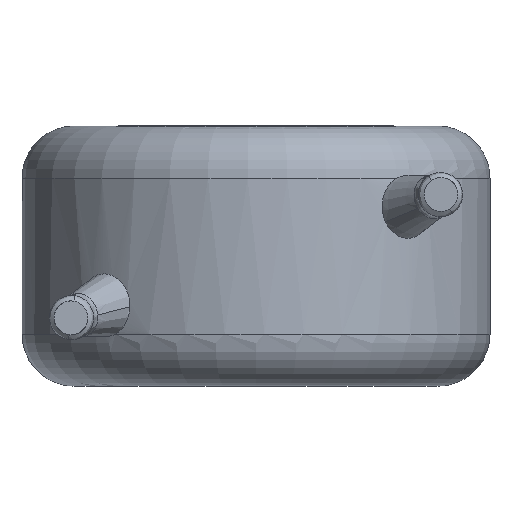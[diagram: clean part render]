
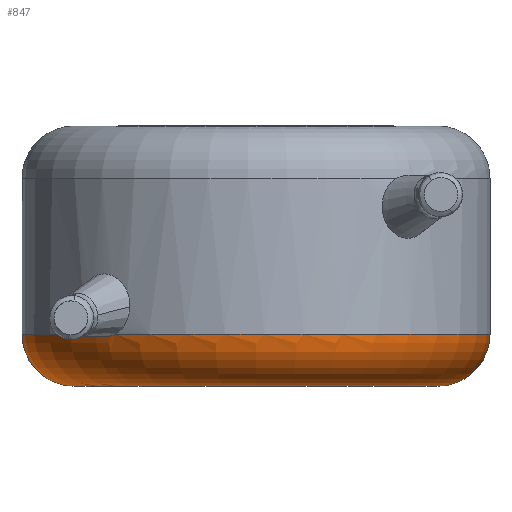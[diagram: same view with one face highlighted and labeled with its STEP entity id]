
A CAD part, front view. The second image highlights one B-rep face of the part: STEP entity #847.
In plain terms, the highlighted toroidal (fillet/blend) face has major radius 3.5 mm and minor radius 1 mm.
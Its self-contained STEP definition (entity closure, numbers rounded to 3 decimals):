
#104 = DIRECTION ( 'NONE',  ( 1., 0., 0. ) ) ;
#154 = CARTESIAN_POINT ( 'NONE',  ( -2.708, -3.594, 1. ) ) ;
#182 = CARTESIAN_POINT ( 'NONE',  ( 0., 0., 0. ) ) ;
#295 = CIRCLE ( 'NONE', #4008, 4.5 ) ;
#354 = CARTESIAN_POINT ( 'NONE',  ( -3.5, 0., 1. ) ) ;
#356 = DIRECTION ( 'NONE',  ( 0., 0., 1. ) ) ;
#566 = VERTEX_POINT ( 'NONE', #1264 ) ;
#763 = CARTESIAN_POINT ( 'NONE',  ( -2.963, -3.386, 0.948 ) ) ;
#800 = VERTEX_POINT ( 'NONE', #4261 ) ;
#847 = ADVANCED_FACE ( 'NONE', ( #1282 ), #1383, .T. ) ;
#852 = EDGE_CURVE ( 'NONE', #1262, #2491, #1427, .T. ) ;
#1056 = EDGE_CURVE ( 'NONE', #1262, #800, #2205, .T. ) ;
#1074 = DIRECTION ( 'NONE',  ( 0., -1., 0. ) ) ;
#1117 = VERTEX_POINT ( 'NONE', #154 ) ;
#1262 = VERTEX_POINT ( 'NONE', #3416 ) ;
#1264 = CARTESIAN_POINT ( 'NONE',  ( -4.5, 0., 1. ) ) ;
#1282 = FACE_OUTER_BOUND ( 'NONE', #1511, .T. ) ;
#1383 = TOROIDAL_SURFACE ( 'NONE', #3471, 3.5, 1. ) ;
#1412 = CARTESIAN_POINT ( 'NONE',  ( -2.835, -3.494, 0.947 ) ) ;
#1414 = AXIS2_PLACEMENT_3D ( 'NONE', #1836, #2143, #104 ) ;
#1427 = CIRCLE ( 'NONE', #2679, 1. ) ;
#1511 = EDGE_LOOP ( 'NONE', ( #3014, #4032, #3578, #2817, #2853, #4206 ) ) ;
#1558 = CARTESIAN_POINT ( 'NONE',  ( -2.708, -3.594, 1. ) ) ;
#1836 = CARTESIAN_POINT ( 'NONE',  ( 0., 0., 1. ) ) ;
#2058 = EDGE_CURVE ( 'NONE', #3812, #1117, #2373, .T. ) ;
#2070 = DIRECTION ( 'NONE',  ( 0., 0., -1. ) ) ;
#2143 = DIRECTION ( 'NONE',  ( 0., 0., 1. ) ) ;
#2205 = CIRCLE ( 'NONE', #3443, 3.5 ) ;
#2320 = CARTESIAN_POINT ( 'NONE',  ( 0., 0., 1. ) ) ;
#2332 = DIRECTION ( 'NONE',  ( 1., 0., 0. ) ) ;
#2373 = B_SPLINE_CURVE_WITH_KNOTS ( 'NONE', 3,
 ( #3386, #2391, #763, #1412, #3526, #1558 ),
 .UNSPECIFIED., .F., .F.,
 ( 4, 2, 4 ),
 ( 0., 0., 0.001 ),
 .UNSPECIFIED. ) ;
#2391 = CARTESIAN_POINT ( 'NONE',  ( -3.026, -3.332, 0.966 ) ) ;
#2462 = CARTESIAN_POINT ( 'NONE',  ( 0., 0., 1. ) ) ;
#2491 = VERTEX_POINT ( 'NONE', #3990 ) ;
#2676 = DIRECTION ( 'NONE',  ( -1., 0., 0. ) ) ;
#2679 = AXIS2_PLACEMENT_3D ( 'NONE', #3695, #1074, #2070 ) ;
#2727 = AXIS2_PLACEMENT_3D ( 'NONE', #354, #3946, #2676 ) ;
#2792 = CIRCLE ( 'NONE', #1414, 4.5 ) ;
#2817 = ORIENTED_EDGE ( 'NONE', *, *, #3408, .F. ) ;
#2853 = ORIENTED_EDGE ( 'NONE', *, *, #2058, .F. ) ;
#2950 = DIRECTION ( 'NONE',  ( 0., 0., 1. ) ) ;
#3014 = ORIENTED_EDGE ( 'NONE', *, *, #3651, .F. ) ;
#3026 = EDGE_CURVE ( 'NONE', #566, #3812, #295, .T. ) ;
#3197 = CIRCLE ( 'NONE', #2727, 1. ) ;
#3386 = CARTESIAN_POINT ( 'NONE',  ( -3.083, -3.278, 1. ) ) ;
#3408 = EDGE_CURVE ( 'NONE', #1117, #2491, #2792, .T. ) ;
#3416 = CARTESIAN_POINT ( 'NONE',  ( 3.5, 0., 0. ) ) ;
#3443 = AXIS2_PLACEMENT_3D ( 'NONE', #182, #3764, #3746 ) ;
#3471 = AXIS2_PLACEMENT_3D ( 'NONE', #2462, #356, #2332 ) ;
#3526 = CARTESIAN_POINT ( 'NONE',  ( -2.77, -3.547, 0.965 ) ) ;
#3578 = ORIENTED_EDGE ( 'NONE', *, *, #852, .T. ) ;
#3641 = DIRECTION ( 'NONE',  ( 1., 0., 0. ) ) ;
#3651 = EDGE_CURVE ( 'NONE', #800, #566, #3197, .T. ) ;
#3695 = CARTESIAN_POINT ( 'NONE',  ( 3.5, 0., 1. ) ) ;
#3746 = DIRECTION ( 'NONE',  ( 1., 0., 0. ) ) ;
#3764 = DIRECTION ( 'NONE',  ( 0., 0., -1. ) ) ;
#3812 = VERTEX_POINT ( 'NONE', #4051 ) ;
#3946 = DIRECTION ( 'NONE',  ( 0., 1., 0. ) ) ;
#3990 = CARTESIAN_POINT ( 'NONE',  ( 4.5, 0., 1. ) ) ;
#4008 = AXIS2_PLACEMENT_3D ( 'NONE', #2320, #2950, #3641 ) ;
#4032 = ORIENTED_EDGE ( 'NONE', *, *, #1056, .F. ) ;
#4051 = CARTESIAN_POINT ( 'NONE',  ( -3.083, -3.278, 1. ) ) ;
#4206 = ORIENTED_EDGE ( 'NONE', *, *, #3026, .F. ) ;
#4261 = CARTESIAN_POINT ( 'NONE',  ( -3.5, 0., 0. ) ) ;
